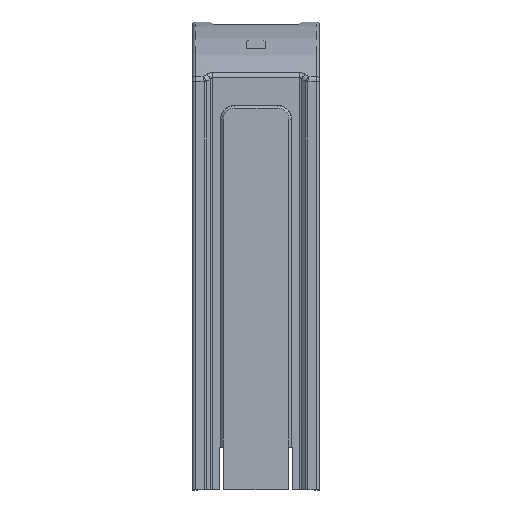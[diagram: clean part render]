
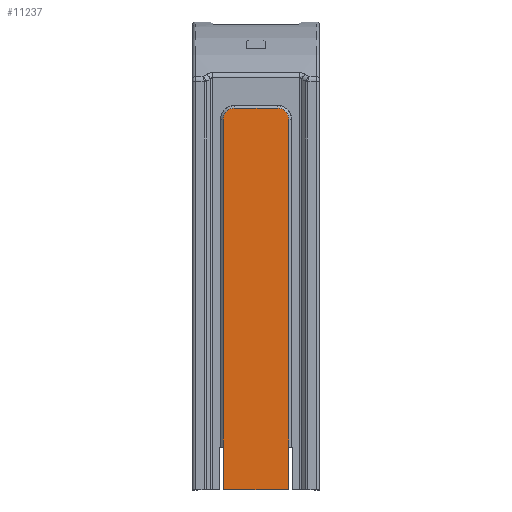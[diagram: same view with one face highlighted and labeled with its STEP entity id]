
A CAD part, top view. The second image highlights one B-rep face of the part: STEP entity #11237.
In plain terms, the highlighted planar face has unit normal (0, 0, 1).
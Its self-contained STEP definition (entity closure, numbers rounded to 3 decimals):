
#10961=DIRECTION('',(0.,-1.,0.));
#10962=VECTOR('',#10961,15.);
#10963=CARTESIAN_POINT('',(11.3,-65.,37.2));
#10964=LINE('',#10963,#10962);
#10965=DIRECTION('',(-1.,0.,0.));
#10966=VECTOR('',#10965,22.6);
#10967=CARTESIAN_POINT('',(11.3,-80.,37.2));
#10968=LINE('',#10967,#10966);
#10969=DIRECTION('',(0.,1.,0.));
#10970=VECTOR('',#10969,15.);
#10971=CARTESIAN_POINT('',(-11.3,-80.,37.2));
#10972=LINE('',#10971,#10970);
#10973=DIRECTION('',(-1.,0.,0.));
#10974=VECTOR('',#10973,0.2);
#10975=CARTESIAN_POINT('',(-11.3,-65.,37.2));
#10976=LINE('',#10975,#10974);
#10977=DIRECTION('',(0.,1.,0.));
#10978=VECTOR('',#10977,115.);
#10979=CARTESIAN_POINT('',(-11.5,-65.,37.2));
#10980=LINE('',#10979,#10978);
#10981=CARTESIAN_POINT('',(-7.5,50.,37.2));
#10982=DIRECTION('',(0.,0.,-1.));
#10983=DIRECTION('',(-1.,0.,0.));
#10984=AXIS2_PLACEMENT_3D('',#10981,#10982,#10983);
#10986=DIRECTION('',(1.,0.,0.));
#10987=VECTOR('',#10986,15.);
#10988=CARTESIAN_POINT('',(-7.5,54.,37.2));
#10989=LINE('',#10988,#10987);
#10990=CARTESIAN_POINT('',(7.5,50.,37.2));
#10991=DIRECTION('',(0.,0.,-1.));
#10992=DIRECTION('',(0.,1.,0.));
#10993=AXIS2_PLACEMENT_3D('',#10990,#10991,#10992);
#10995=DIRECTION('',(0.,-1.,0.));
#10996=VECTOR('',#10995,115.);
#10997=CARTESIAN_POINT('',(11.5,50.,37.2));
#10998=LINE('',#10997,#10996);
#10999=DIRECTION('',(-1.,0.,0.));
#11000=VECTOR('',#10999,0.2);
#11001=CARTESIAN_POINT('',(11.5,-65.,37.2));
#11002=LINE('',#11001,#11000);
#11049=CARTESIAN_POINT('',(11.3,-80.,37.2));
#11051=VERTEX_POINT('',#11049);
#11054=CARTESIAN_POINT('',(-11.3,-80.,37.2));
#11056=VERTEX_POINT('',#11054);
#11057=CARTESIAN_POINT('',(11.3,-65.,37.2));
#11058=VERTEX_POINT('',#11057);
#11059=CARTESIAN_POINT('',(-11.3,-65.,37.2));
#11060=VERTEX_POINT('',#11059);
#11061=CARTESIAN_POINT('',(-11.5,-65.,37.2));
#11062=VERTEX_POINT('',#11061);
#11063=CARTESIAN_POINT('',(11.5,-65.,37.2));
#11064=VERTEX_POINT('',#11063);
#11103=CARTESIAN_POINT('',(-11.5,50.,37.2));
#11104=VERTEX_POINT('',#11103);
#11105=CARTESIAN_POINT('',(-7.5,54.,37.2));
#11106=VERTEX_POINT('',#11105);
#11107=CARTESIAN_POINT('',(7.5,54.,37.2));
#11108=VERTEX_POINT('',#11107);
#11109=CARTESIAN_POINT('',(11.5,50.,37.2));
#11110=VERTEX_POINT('',#11109);
#11211=CARTESIAN_POINT('',(-22.25,0.,37.2));
#11212=DIRECTION('',(0.,0.,1.));
#11213=DIRECTION('',(1.,0.,0.));
#11214=AXIS2_PLACEMENT_3D('',#11211,#11212,#11213);
#11215=PLANE('',#11214);
#11217=ORIENTED_EDGE('',*,*,#11216,.T.);
#11218=ORIENTED_EDGE('',*,*,#11126,.T.);
#11220=ORIENTED_EDGE('',*,*,#11219,.T.);
#11222=ORIENTED_EDGE('',*,*,#11221,.T.);
#11224=ORIENTED_EDGE('',*,*,#11223,.T.);
#11226=ORIENTED_EDGE('',*,*,#11225,.T.);
#11228=ORIENTED_EDGE('',*,*,#11227,.T.);
#11230=ORIENTED_EDGE('',*,*,#11229,.T.);
#11232=ORIENTED_EDGE('',*,*,#11231,.T.);
#11234=ORIENTED_EDGE('',*,*,#11233,.T.);
#11235=EDGE_LOOP('',(#11217,#11218,#11220,#11222,#11224,#11226,#11228,#11230,
#11232,#11234));
#11236=FACE_OUTER_BOUND('',#11235,.F.);
#10985=CIRCLE('',#10984,4.);
#10994=CIRCLE('',#10993,4.);
#11126=EDGE_CURVE('',#11051,#11056,#10968,.T.);
#11216=EDGE_CURVE('',#11058,#11051,#10964,.T.);
#11219=EDGE_CURVE('',#11056,#11060,#10972,.T.);
#11221=EDGE_CURVE('',#11060,#11062,#10976,.T.);
#11223=EDGE_CURVE('',#11062,#11104,#10980,.T.);
#11225=EDGE_CURVE('',#11104,#11106,#10985,.T.);
#11227=EDGE_CURVE('',#11106,#11108,#10989,.T.);
#11229=EDGE_CURVE('',#11108,#11110,#10994,.T.);
#11231=EDGE_CURVE('',#11110,#11064,#10998,.T.);
#11233=EDGE_CURVE('',#11064,#11058,#11002,.T.);
#11237=ADVANCED_FACE('',(#11236),#11215,.T.);
